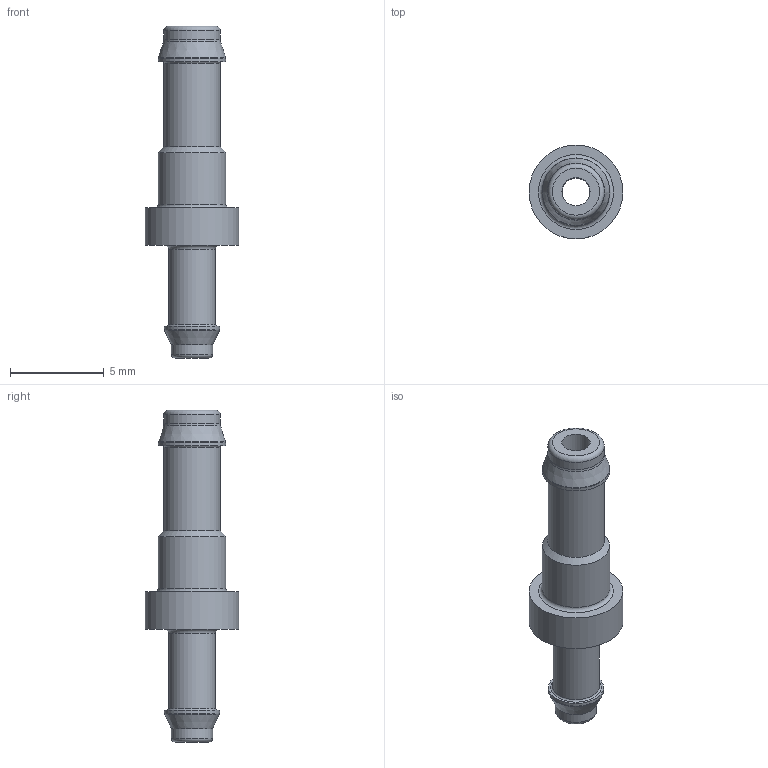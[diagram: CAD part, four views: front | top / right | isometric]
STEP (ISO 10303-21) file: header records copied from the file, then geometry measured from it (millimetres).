
FILE_DESCRIPTION(/* description */ ('STEP AP214'),/* implementation_level */ '2;1');
FILE_NAME(/* name */ '19542_RTU-PK-2_3',/* time_stamp */ '2024-09-14T22:24:17+02:00',/* author */ ('License CC BY-ND 4.0'),/* organization */ ('CADENAS'),/* preprocessor_version */ 'ST-DEVELOPER v19.3',/* originating_system */ 'PARTsolutions',/* authorisation */ ' ');
FILE_SCHEMA (('AUTOMOTIVE_DESIGN {1 0 10303 214 3 1 1}'));
Length unit declared in the file: millimetre
Products named in the file (1): 19542 RTU-PK-2/3
Bounding box: 5 x 5 x 17.7 mm (x, y, z)
Volume: 117.6 mm3; surface area: 295.3 mm2
Topology: 1 solids, 1 shells, 27 faces, 48 edges, 27 vertices
Faces by surface type: torus 9, cylinder 9, plane 6, cone 3
Full cylindrical faces by diameter (mm): 1.5 x1, 2.2 x1, 2.5 x1, 2.95 x1, 3 x2, 3.6 x2, 5 x1
Entity records: 578 total; most frequent: DIRECTION 110, CARTESIAN_POINT 82, AXIS2_PLACEMENT_3D 55, ORIENTED_EDGE 54, EDGE_LOOP 54, FACE_BOUND 54, EDGE_CURVE 27, VERTEX_POINT 27
